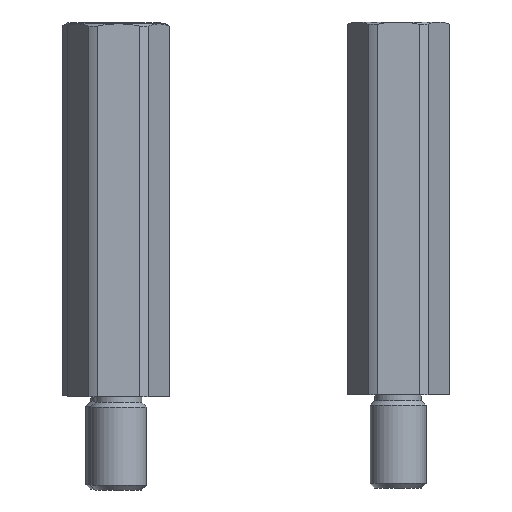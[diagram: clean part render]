
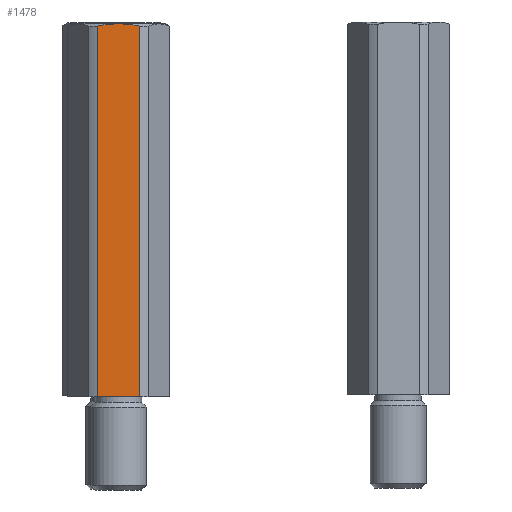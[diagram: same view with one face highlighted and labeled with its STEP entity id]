
A CAD part, front view. The second image highlights one B-rep face of the part: STEP entity #1478.
In plain terms, the highlighted planar face has unit normal (0, -1, 0).
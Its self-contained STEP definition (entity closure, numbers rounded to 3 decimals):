
#279 = VERTEX_POINT('',#280);
#280 = CARTESIAN_POINT('',(0.,-5.,40.));
#295 = CONICAL_SURFACE('',#296,5.,1.107);
#296 = AXIS2_PLACEMENT_3D('',#297,#298,#299);
#297 = CARTESIAN_POINT('',(0.,0.,40.));
#298 = DIRECTION('',(-0.,-0.,-1.));
#299 = DIRECTION('',(1.,0.,0.));
#324 = CONICAL_SURFACE('',#325,5.,1.107);
#325 = AXIS2_PLACEMENT_3D('',#326,#327,#328);
#326 = CARTESIAN_POINT('',(0.,0.,40.));
#327 = DIRECTION('',(-0.,-0.,-1.));
#328 = DIRECTION('',(1.,0.,0.));
#788 = EDGE_CURVE('',#279,#789,#791,.T.);
#789 = VERTEX_POINT('',#790);
#790 = CARTESIAN_POINT('',(-2.255,-5.,39.758));
#791 = SURFACE_CURVE('',#792,(#797,#808),.PCURVE_S1.);
#792 = HYPERBOLA('',#793,2.5,5.);
#793 = AXIS2_PLACEMENT_3D('',#794,#795,#796);
#794 = CARTESIAN_POINT('',(0.,-5.,42.5));
#795 = DIRECTION('',(0.,1.,0.));
#796 = DIRECTION('',(-0.,0.,-1.));
#797 = PCURVE('',#324,#798);
#798 = DEFINITIONAL_REPRESENTATION('',(#799),#807);
#799 = B_SPLINE_CURVE_WITH_KNOTS('',6,(#800,#801,#802,#803,#804,#805,
    #806),.UNSPECIFIED.,.F.,.F.,(7,7),(0.,0.437),
  .PIECEWISE_BEZIER_KNOTS.);
#800 = CARTESIAN_POINT('',(-4.712,0.));
#801 = CARTESIAN_POINT('',(-4.64,0.));
#802 = CARTESIAN_POINT('',(-4.567,0.016));
#803 = CARTESIAN_POINT('',(-4.495,0.048));
#804 = CARTESIAN_POINT('',(-4.424,0.096));
#805 = CARTESIAN_POINT('',(-4.355,0.16));
#806 = CARTESIAN_POINT('',(-4.289,0.242));
#807 = ( GEOMETRIC_REPRESENTATION_CONTEXT(2) 
PARAMETRIC_REPRESENTATION_CONTEXT() REPRESENTATION_CONTEXT('2D SPACE',''
  ) );
#808 = PCURVE('',#809,#814);
#809 = PLANE('',#810);
#810 = AXIS2_PLACEMENT_3D('',#811,#812,#813);
#811 = CARTESIAN_POINT('',(-2.887,-5.,-15.1));
#812 = DIRECTION('',(0.,1.,0.));
#813 = DIRECTION('',(1.,0.,0.));
#814 = DEFINITIONAL_REPRESENTATION('',(#815),#819);
#815 = ( BOUNDED_CURVE() B_SPLINE_CURVE(2,(#816,#817,#818),
.UNSPECIFIED.,.F.,.F.) B_SPLINE_CURVE_WITH_KNOTS((3,3),(0.,
0.437),.PIECEWISE_BEZIER_KNOTS.) CURVE() 
GEOMETRIC_REPRESENTATION_ITEM() RATIONAL_B_SPLINE_CURVE((1.,
1.024,1.)) REPRESENTATION_ITEM('') );
#816 = CARTESIAN_POINT('',(2.887,-55.1));
#817 = CARTESIAN_POINT('',(1.812,-55.1));
#818 = CARTESIAN_POINT('',(0.632,-54.858));
#819 = ( GEOMETRIC_REPRESENTATION_CONTEXT(2) 
PARAMETRIC_REPRESENTATION_CONTEXT() REPRESENTATION_CONTEXT('2D SPACE',''
  ) );
#838 = CYLINDRICAL_SURFACE('',#839,5.485);
#839 = AXIS2_PLACEMENT_3D('',#840,#841,#842);
#840 = CARTESIAN_POINT('',(0.,0.,39.758));
#841 = DIRECTION('',(-0.,-0.,-1.));
#842 = DIRECTION('',(1.,0.,0.));
#914 = VERTEX_POINT('',#915);
#915 = CARTESIAN_POINT('',(2.255,-5.,39.758));
#930 = CYLINDRICAL_SURFACE('',#931,5.485);
#931 = AXIS2_PLACEMENT_3D('',#932,#933,#934);
#932 = CARTESIAN_POINT('',(0.,0.,39.758));
#933 = DIRECTION('',(-0.,-0.,-1.));
#934 = DIRECTION('',(1.,0.,0.));
#942 = EDGE_CURVE('',#914,#279,#943,.T.);
#943 = SURFACE_CURVE('',#944,(#949,#960),.PCURVE_S1.);
#944 = HYPERBOLA('',#945,2.5,5.);
#945 = AXIS2_PLACEMENT_3D('',#946,#947,#948);
#946 = CARTESIAN_POINT('',(0.,-5.,42.5));
#947 = DIRECTION('',(0.,1.,0.));
#948 = DIRECTION('',(-0.,0.,-1.));
#949 = PCURVE('',#295,#950);
#950 = DEFINITIONAL_REPRESENTATION('',(#951),#959);
#951 = B_SPLINE_CURVE_WITH_KNOTS('',6,(#952,#953,#954,#955,#956,#957,
    #958),.UNSPECIFIED.,.F.,.F.,(7,7),(-0.437,0.),
  .PIECEWISE_BEZIER_KNOTS.);
#952 = CARTESIAN_POINT('',(-5.136,0.242));
#953 = CARTESIAN_POINT('',(-5.07,0.16));
#954 = CARTESIAN_POINT('',(-5.001,0.096));
#955 = CARTESIAN_POINT('',(-4.93,0.048));
#956 = CARTESIAN_POINT('',(-4.858,0.016));
#957 = CARTESIAN_POINT('',(-4.785,0.));
#958 = CARTESIAN_POINT('',(-4.712,0.));
#959 = ( GEOMETRIC_REPRESENTATION_CONTEXT(2) 
PARAMETRIC_REPRESENTATION_CONTEXT() REPRESENTATION_CONTEXT('2D SPACE',''
  ) );
#960 = PCURVE('',#809,#961);
#961 = DEFINITIONAL_REPRESENTATION('',(#962),#966);
#962 = ( BOUNDED_CURVE() B_SPLINE_CURVE(2,(#963,#964,#965),
.UNSPECIFIED.,.F.,.F.) B_SPLINE_CURVE_WITH_KNOTS((3,3),(-0.437,
0.),.PIECEWISE_BEZIER_KNOTS.) CURVE() 
GEOMETRIC_REPRESENTATION_ITEM() RATIONAL_B_SPLINE_CURVE((1.,
1.024,1.)) REPRESENTATION_ITEM('') );
#963 = CARTESIAN_POINT('',(5.141,-54.858));
#964 = CARTESIAN_POINT('',(3.962,-55.1));
#965 = CARTESIAN_POINT('',(2.887,-55.1));
#966 = ( GEOMETRIC_REPRESENTATION_CONTEXT(2) 
PARAMETRIC_REPRESENTATION_CONTEXT() REPRESENTATION_CONTEXT('2D SPACE',''
  ) );
#1091 = PLANE('',#1092);
#1092 = AXIS2_PLACEMENT_3D('',#1093,#1094,#1095);
#1093 = CARTESIAN_POINT('',(0.,0.,0.));
#1094 = DIRECTION('',(0.,0.,1.));
#1095 = DIRECTION('',(1.,0.,-0.));
#1435 = EDGE_CURVE('',#789,#1436,#1438,.T.);
#1436 = VERTEX_POINT('',#1437);
#1437 = CARTESIAN_POINT('',(-2.255,-5.,0.));
#1438 = SURFACE_CURVE('',#1439,(#1443,#1449),.PCURVE_S1.);
#1439 = LINE('',#1440,#1441);
#1440 = CARTESIAN_POINT('',(-2.255,-5.,39.758));
#1441 = VECTOR('',#1442,1.);
#1442 = DIRECTION('',(-0.,-0.,-1.));
#1443 = PCURVE('',#838,#1444);
#1444 = DEFINITIONAL_REPRESENTATION('',(#1445),#1448);
#1445 = B_SPLINE_CURVE_WITH_KNOTS('',1,(#1446,#1447),.UNSPECIFIED.,.F.,
  .F.,(2,2),(0.,39.758),
  .PIECEWISE_BEZIER_KNOTS.);
#1446 = CARTESIAN_POINT('',(-4.289,0.));
#1447 = CARTESIAN_POINT('',(-4.289,39.758));
#1448 = ( GEOMETRIC_REPRESENTATION_CONTEXT(2) 
PARAMETRIC_REPRESENTATION_CONTEXT() REPRESENTATION_CONTEXT('2D SPACE',''
  ) );
#1449 = PCURVE('',#809,#1450);
#1450 = DEFINITIONAL_REPRESENTATION('',(#1451),#1454);
#1451 = B_SPLINE_CURVE_WITH_KNOTS('',1,(#1452,#1453),.UNSPECIFIED.,.F.,
  .F.,(2,2),(0.,39.758),
  .PIECEWISE_BEZIER_KNOTS.);
#1452 = CARTESIAN_POINT('',(0.632,-54.858));
#1453 = CARTESIAN_POINT('',(0.632,-15.1));
#1454 = ( GEOMETRIC_REPRESENTATION_CONTEXT(2) 
PARAMETRIC_REPRESENTATION_CONTEXT() REPRESENTATION_CONTEXT('2D SPACE',''
  ) );
#1478 = ADVANCED_FACE('',(#1479),#809,.F.);
#1479 = FACE_BOUND('',#1480,.F.);
#1480 = EDGE_LOOP('',(#1481,#1482,#1503,#1522,#1523));
#1481 = ORIENTED_EDGE('',*,*,#942,.F.);
#1482 = ORIENTED_EDGE('',*,*,#1483,.T.);
#1483 = EDGE_CURVE('',#914,#1484,#1486,.T.);
#1484 = VERTEX_POINT('',#1485);
#1485 = CARTESIAN_POINT('',(2.255,-5.,0.));
#1486 = SURFACE_CURVE('',#1487,(#1491,#1497),.PCURVE_S1.);
#1487 = LINE('',#1488,#1489);
#1488 = CARTESIAN_POINT('',(2.255,-5.,39.758));
#1489 = VECTOR('',#1490,1.);
#1490 = DIRECTION('',(-0.,-0.,-1.));
#1491 = PCURVE('',#809,#1492);
#1492 = DEFINITIONAL_REPRESENTATION('',(#1493),#1496);
#1493 = B_SPLINE_CURVE_WITH_KNOTS('',1,(#1494,#1495),.UNSPECIFIED.,.F.,
  .F.,(2,2),(0.,39.758),
  .PIECEWISE_BEZIER_KNOTS.);
#1494 = CARTESIAN_POINT('',(5.141,-54.858));
#1495 = CARTESIAN_POINT('',(5.141,-15.1));
#1496 = ( GEOMETRIC_REPRESENTATION_CONTEXT(2) 
PARAMETRIC_REPRESENTATION_CONTEXT() REPRESENTATION_CONTEXT('2D SPACE',''
  ) );
#1497 = PCURVE('',#930,#1498);
#1498 = DEFINITIONAL_REPRESENTATION('',(#1499),#1502);
#1499 = B_SPLINE_CURVE_WITH_KNOTS('',1,(#1500,#1501),.UNSPECIFIED.,.F.,
  .F.,(2,2),(0.,39.758),
  .PIECEWISE_BEZIER_KNOTS.);
#1500 = CARTESIAN_POINT('',(-5.136,0.));
#1501 = CARTESIAN_POINT('',(-5.136,39.758));
#1502 = ( GEOMETRIC_REPRESENTATION_CONTEXT(2) 
PARAMETRIC_REPRESENTATION_CONTEXT() REPRESENTATION_CONTEXT('2D SPACE',''
  ) );
#1503 = ORIENTED_EDGE('',*,*,#1504,.T.);
#1504 = EDGE_CURVE('',#1484,#1436,#1505,.T.);
#1505 = SURFACE_CURVE('',#1506,(#1510,#1516),.PCURVE_S1.);
#1506 = LINE('',#1507,#1508);
#1507 = CARTESIAN_POINT('',(-1.443,-5.,0.));
#1508 = VECTOR('',#1509,1.);
#1509 = DIRECTION('',(-1.,0.,0.));
#1510 = PCURVE('',#809,#1511);
#1511 = DEFINITIONAL_REPRESENTATION('',(#1512),#1515);
#1512 = B_SPLINE_CURVE_WITH_KNOTS('',1,(#1513,#1514),.UNSPECIFIED.,.F.,
  .F.,(2,2),(-4.33,1.443),.PIECEWISE_BEZIER_KNOTS.);
#1513 = CARTESIAN_POINT('',(5.774,-15.1));
#1514 = CARTESIAN_POINT('',(0.,-15.1));
#1515 = ( GEOMETRIC_REPRESENTATION_CONTEXT(2) 
PARAMETRIC_REPRESENTATION_CONTEXT() REPRESENTATION_CONTEXT('2D SPACE',''
  ) );
#1516 = PCURVE('',#1091,#1517);
#1517 = DEFINITIONAL_REPRESENTATION('',(#1518),#1521);
#1518 = B_SPLINE_CURVE_WITH_KNOTS('',1,(#1519,#1520),.UNSPECIFIED.,.F.,
  .F.,(2,2),(-4.33,1.443),.PIECEWISE_BEZIER_KNOTS.);
#1519 = CARTESIAN_POINT('',(2.887,-5.));
#1520 = CARTESIAN_POINT('',(-2.887,-5.));
#1521 = ( GEOMETRIC_REPRESENTATION_CONTEXT(2) 
PARAMETRIC_REPRESENTATION_CONTEXT() REPRESENTATION_CONTEXT('2D SPACE',''
  ) );
#1522 = ORIENTED_EDGE('',*,*,#1435,.F.);
#1523 = ORIENTED_EDGE('',*,*,#788,.F.);
